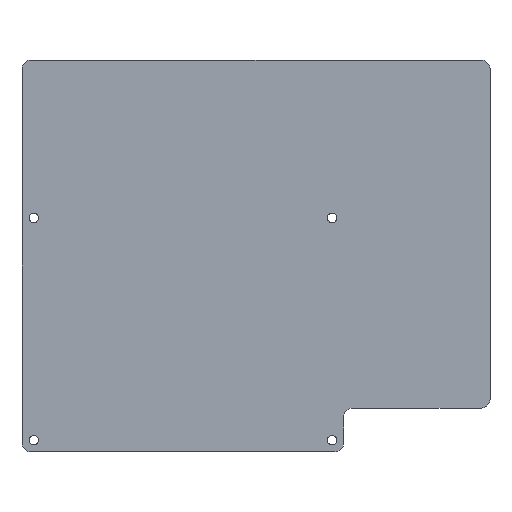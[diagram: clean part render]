
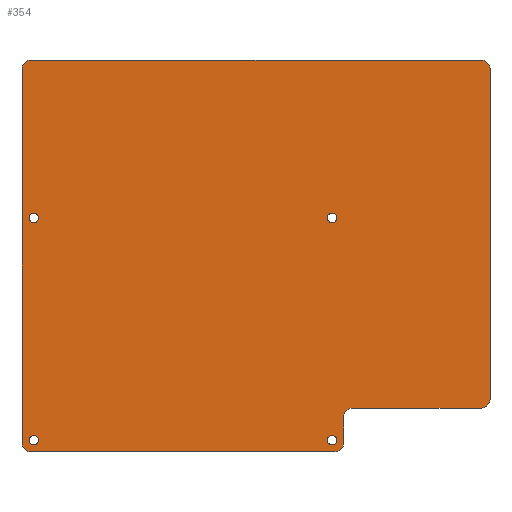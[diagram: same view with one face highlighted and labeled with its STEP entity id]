
A CAD part, top view. The second image highlights one B-rep face of the part: STEP entity #354.
In plain terms, the highlighted planar face has unit normal (0, 0, 1).
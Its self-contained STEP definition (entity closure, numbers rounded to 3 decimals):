
#19=FACE_BOUND('',#71,.T.);
#20=FACE_BOUND('',#72,.T.);
#21=FACE_BOUND('',#73,.T.);
#22=FACE_BOUND('',#74,.T.);
#30=PLANE('',#406);
#48=FACE_OUTER_BOUND('',#70,.T.);
#70=EDGE_LOOP('',(#311,#312,#313,#314,#315,#316,#317,#318,#319,#320,#321,
#322));
#71=EDGE_LOOP('',(#323));
#72=EDGE_LOOP('',(#324));
#73=EDGE_LOOP('',(#325));
#74=EDGE_LOOP('',(#326));
#83=LINE('',#555,#111);
#88=LINE('',#568,#116);
#91=LINE('',#577,#119);
#96=LINE('',#590,#124);
#101=LINE('',#608,#129);
#102=LINE('',#610,#130);
#111=VECTOR('',#445,10.);
#116=VECTOR('',#460,10.);
#119=VECTOR('',#469,10.);
#124=VECTOR('',#484,10.);
#129=VECTOR('',#507,10.);
#130=VECTOR('',#510,10.);
#131=CIRCLE('',#370,3.);
#142=CIRCLE('',#384,3.);
#143=CIRCLE('',#386,3.);
#144=CIRCLE('',#389,3.);
#145=CIRCLE('',#392,3.);
#146=CIRCLE('',#394,3.);
#147=CIRCLE('',#397,1.6);
#148=CIRCLE('',#399,1.6);
#149=CIRCLE('',#401,1.6);
#150=CIRCLE('',#403,1.6);
#151=VERTEX_POINT('',#515);
#152=VERTEX_POINT('',#516);
#169=VERTEX_POINT('',#554);
#170=VERTEX_POINT('',#558);
#171=VERTEX_POINT('',#562);
#172=VERTEX_POINT('',#563);
#173=VERTEX_POINT('',#570);
#174=VERTEX_POINT('',#571);
#175=VERTEX_POINT('',#576);
#176=VERTEX_POINT('',#580);
#177=VERTEX_POINT('',#584);
#178=VERTEX_POINT('',#585);
#179=VERTEX_POINT('',#592);
#180=VERTEX_POINT('',#596);
#181=VERTEX_POINT('',#600);
#182=VERTEX_POINT('',#604);
#183=EDGE_CURVE('',#151,#152,#131,.T.);
#202=EDGE_CURVE('',#169,#152,#83,.T.);
#204=EDGE_CURVE('',#169,#170,#142,.T.);
#206=EDGE_CURVE('',#171,#172,#143,.T.);
#209=EDGE_CURVE('',#171,#170,#88,.T.);
#210=EDGE_CURVE('',#173,#174,#144,.T.);
#213=EDGE_CURVE('',#175,#174,#91,.T.);
#215=EDGE_CURVE('',#175,#176,#145,.T.);
#217=EDGE_CURVE('',#177,#178,#146,.T.);
#220=EDGE_CURVE('',#173,#178,#96,.T.);
#222=EDGE_CURVE('',#179,#179,#147,.T.);
#223=EDGE_CURVE('',#180,#180,#148,.T.);
#225=EDGE_CURVE('',#181,#181,#149,.T.);
#227=EDGE_CURVE('',#182,#182,#150,.T.);
#229=EDGE_CURVE('',#177,#172,#101,.T.);
#230=EDGE_CURVE('',#151,#176,#102,.T.);
#311=ORIENTED_EDGE('',*,*,#183,.F.);
#312=ORIENTED_EDGE('',*,*,#230,.T.);
#313=ORIENTED_EDGE('',*,*,#215,.F.);
#314=ORIENTED_EDGE('',*,*,#213,.T.);
#315=ORIENTED_EDGE('',*,*,#210,.F.);
#316=ORIENTED_EDGE('',*,*,#220,.T.);
#317=ORIENTED_EDGE('',*,*,#217,.F.);
#318=ORIENTED_EDGE('',*,*,#229,.T.);
#319=ORIENTED_EDGE('',*,*,#206,.F.);
#320=ORIENTED_EDGE('',*,*,#209,.T.);
#321=ORIENTED_EDGE('',*,*,#204,.F.);
#322=ORIENTED_EDGE('',*,*,#202,.T.);
#323=ORIENTED_EDGE('',*,*,#222,.T.);
#324=ORIENTED_EDGE('',*,*,#223,.T.);
#325=ORIENTED_EDGE('',*,*,#225,.T.);
#326=ORIENTED_EDGE('',*,*,#227,.T.);
#354=ADVANCED_FACE('',(#48,#19,#20,#21,#22),#30,.T.);
#370=AXIS2_PLACEMENT_3D('',#517,#411,#412);
#384=AXIS2_PLACEMENT_3D('',#559,#449,#450);
#386=AXIS2_PLACEMENT_3D('',#564,#454,#455);
#389=AXIS2_PLACEMENT_3D('',#572,#463,#464);
#392=AXIS2_PLACEMENT_3D('',#581,#473,#474);
#394=AXIS2_PLACEMENT_3D('',#586,#478,#479);
#397=AXIS2_PLACEMENT_3D('',#594,#488,#489);
#399=AXIS2_PLACEMENT_3D('',#597,#492,#493);
#401=AXIS2_PLACEMENT_3D('',#601,#497,#498);
#403=AXIS2_PLACEMENT_3D('',#605,#502,#503);
#406=AXIS2_PLACEMENT_3D('',#611,#511,#512);
#411=DIRECTION('center_axis',(0.,0.,-1.));
#412=DIRECTION('ref_axis',(0.707,-0.707,0.));
#445=DIRECTION('',(1.,0.,0.));
#449=DIRECTION('center_axis',(0.,0.,1.));
#450=DIRECTION('ref_axis',(-0.707,0.707,0.));
#454=DIRECTION('center_axis',(0.,0.,-1.));
#455=DIRECTION('ref_axis',(0.707,-0.707,0.));
#460=DIRECTION('',(0.,1.,0.));
#463=DIRECTION('center_axis',(0.,0.,-1.));
#464=DIRECTION('ref_axis',(-0.707,0.707,0.));
#469=DIRECTION('',(-1.,0.,0.));
#473=DIRECTION('center_axis',(0.,0.,-1.));
#474=DIRECTION('ref_axis',(0.707,0.707,0.));
#478=DIRECTION('center_axis',(0.,0.,-1.));
#479=DIRECTION('ref_axis',(-0.707,-0.707,0.));
#484=DIRECTION('',(0.,-1.,0.));
#488=DIRECTION('center_axis',(0.,0.,-1.));
#489=DIRECTION('ref_axis',(-1.,0.,0.));
#492=DIRECTION('center_axis',(0.,0.,-1.));
#493=DIRECTION('ref_axis',(1.,0.,0.));
#497=DIRECTION('center_axis',(0.,0.,-1.));
#498=DIRECTION('ref_axis',(1.,0.,0.));
#502=DIRECTION('center_axis',(0.,0.,-1.));
#503=DIRECTION('ref_axis',(1.,0.,0.));
#507=DIRECTION('',(1.,0.,0.));
#510=DIRECTION('',(0.,1.,0.));
#511=DIRECTION('center_axis',(0.,0.,1.));
#512=DIRECTION('ref_axis',(1.,0.,0.));
#515=CARTESIAN_POINT('',(50.,18.,4.));
#516=CARTESIAN_POINT('',(47.,15.,4.));
#517=CARTESIAN_POINT('Origin',(47.,18.,4.));
#554=CARTESIAN_POINT('',(3.,15.,4.));
#555=CARTESIAN_POINT('',(0.,15.,4.));
#558=CARTESIAN_POINT('',(0.,12.,4.));
#559=CARTESIAN_POINT('Origin',(3.,12.,4.));
#562=CARTESIAN_POINT('',(0.,3.,4.));
#563=CARTESIAN_POINT('',(-3.,0.,4.));
#564=CARTESIAN_POINT('Origin',(-3.,3.,4.));
#568=CARTESIAN_POINT('',(0.,0.,4.));
#570=CARTESIAN_POINT('',(-110.,130.999,4.));
#571=CARTESIAN_POINT('',(-107.,133.999,4.));
#572=CARTESIAN_POINT('Origin',(-107.,130.999,4.));
#576=CARTESIAN_POINT('',(47.,133.999,4.));
#577=CARTESIAN_POINT('',(50.,133.999,4.));
#580=CARTESIAN_POINT('',(50.,130.999,4.));
#581=CARTESIAN_POINT('Origin',(47.,130.999,4.));
#584=CARTESIAN_POINT('',(-107.,0.,4.));
#585=CARTESIAN_POINT('',(-110.,3.,4.));
#586=CARTESIAN_POINT('Origin',(-107.,3.,4.));
#590=CARTESIAN_POINT('',(-110.,133.999,4.));
#592=CARTESIAN_POINT('',(-2.4,79.999,4.));
#594=CARTESIAN_POINT('Origin',(-4.,79.999,4.));
#596=CARTESIAN_POINT('',(-107.6,79.999,4.));
#597=CARTESIAN_POINT('Origin',(-106.,79.999,4.));
#600=CARTESIAN_POINT('',(-107.6,3.999,4.));
#601=CARTESIAN_POINT('Origin',(-106.,3.999,4.));
#604=CARTESIAN_POINT('',(-5.6,3.999,4.));
#605=CARTESIAN_POINT('Origin',(-4.,3.999,4.));
#608=CARTESIAN_POINT('',(0.,0.,4.));
#610=CARTESIAN_POINT('',(50.,15.,4.));
#611=CARTESIAN_POINT('Origin',(-30.,67.,4.));
